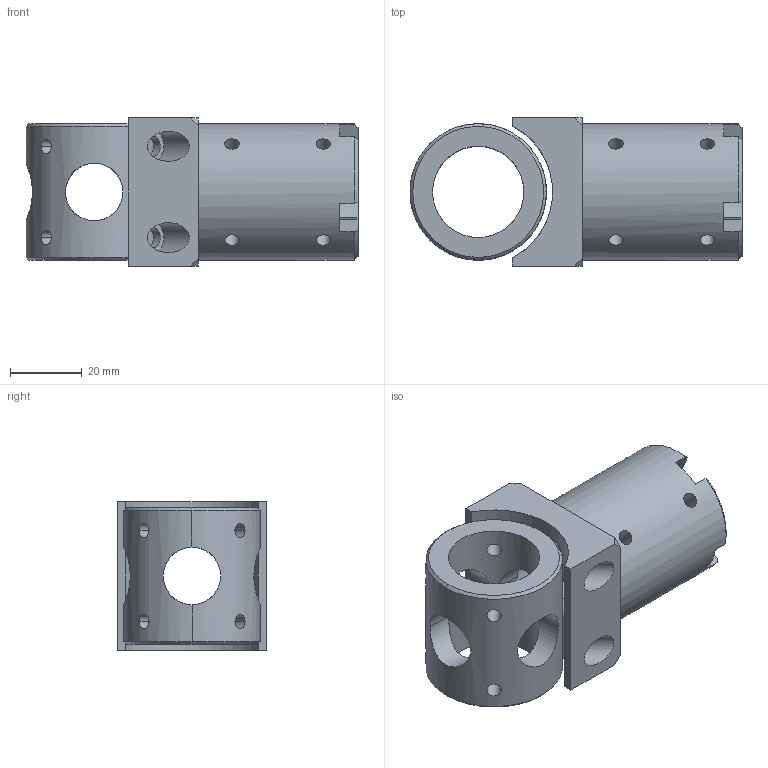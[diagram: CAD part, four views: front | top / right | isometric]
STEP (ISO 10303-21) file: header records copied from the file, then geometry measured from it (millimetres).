
FILE_DESCRIPTION(/* description */ ('Alibre Inc.'),/* implementation_level */ '2;1');
FILE_NAME(/* name */ 'export0',/* time_stamp */ '2015-05-18T12:52:20-07:00',/* author */ (''),/* organization */ (''),/* preprocessor_version */ 'ST-DEVELOPER v14',/* originating_system */ 'Alibre',/* authorisation */ '');
FILE_SCHEMA (('CONFIG_CONTROL_DESIGN'));
Length unit declared in the file: inch
Products named in the file (4): ID_1; ID_2; ID_3
Bounding box: 92.39 x 41.27 x 41.27 mm (x, y, z)
Volume: 58326.1 mm3; surface area: 32018.8 mm2
Topology: 3 solids, 3 shells, 102 faces, 297 edges, 200 vertices
Faces by surface type: cylinder 58, plane 34, cone 8, bspline 2
Full cylindrical faces by diameter (mm): 4.039 x12, 5.563 x12, 8.331 x4, 20.828 x2, 37.973 x1
Entity records: 4750 total; most frequent: CARTESIAN_POINT 1962, ORIENTED_EDGE 508, DIRECTION 364, EDGE_CURVE 254, EDGE_LOOP 210, FACE_BOUND 210, VERTEX_POINT 188, AXIS2_PLACEMENT_3D 149
